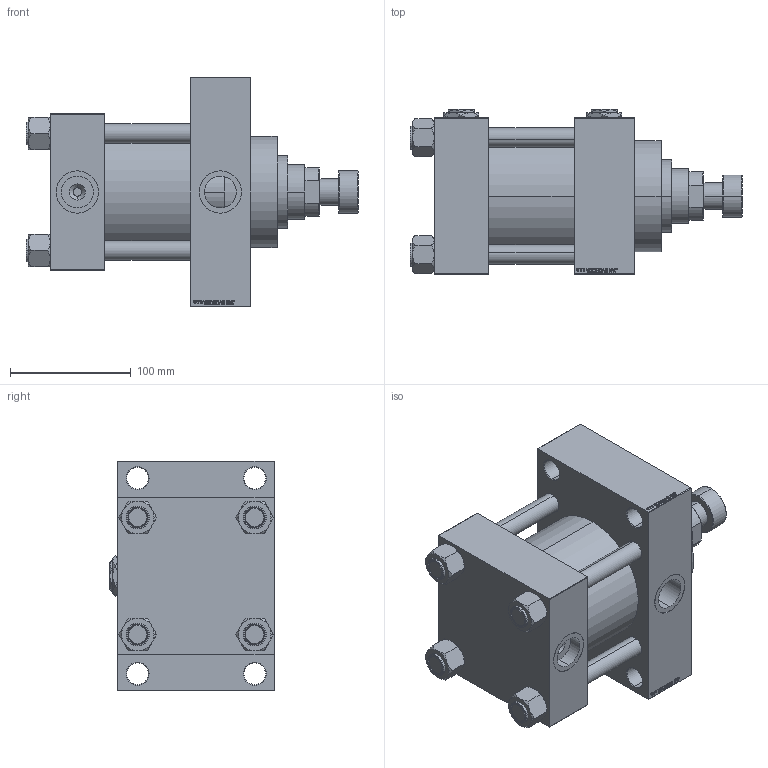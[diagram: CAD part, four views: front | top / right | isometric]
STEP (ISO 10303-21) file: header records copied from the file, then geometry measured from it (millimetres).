
FILE_DESCRIPTION (( 'STEP AP203' ), '1' );
FILE_NAME ('407d.STEP', '2023-10-25T13:17:44', ( '' ), ( '' ), 'SwSTEP 2.0', 'SolidWorks 2019', '' );
FILE_SCHEMA (( 'CONFIG_CONTROL_DESIGN' ));
Length unit declared in the file: millimetre
Products named in the file (8): NUT_M5_D c45fcd9e3c524ab9170bde727c14b88a; Zatka_pro_OIL_PORT c45fcd9e3c524ab9170bde727c14b88a; 407d; V215CR_D_TYCINKA c45fcd9e3c524ab9170bde727c14b88a; V215CR_D_Body c45fcd9e3c524ab9170bde727c14b88a; V215_VC_A c45fcd9e3c524ab9170bde727c14b88a; V215CR_ROD_END_W c45fcd9e3c524ab9170bde727c14b88a; V215CR_VCP_D c45fcd9e3c524ab9170bde727c14b88a
Assembly tree (14 placements, depth 2):
  407d
    V215CR_D_Body c45fcd9e3c524ab9170bde727c14b88a
    V215CR_VCP_D c45fcd9e3c524ab9170bde727c14b88a
    NUT_M5_D c45fcd9e3c524ab9170bde727c14b88a  x4
    V215CR_D_TYCINKA c45fcd9e3c524ab9170bde727c14b88a  x4
    V215_VC_A c45fcd9e3c524ab9170bde727c14b88a
    V215CR_ROD_END_W c45fcd9e3c524ab9170bde727c14b88a
    Zatka_pro_OIL_PORT c45fcd9e3c524ab9170bde727c14b88a  x2
Bounding box: 275 x 137 x 190 mm (x, y, z)
Volume: 2614207.5 mm3; surface area: 365096.9 mm2
Topology: 14 solids, 14 shells, 1267 faces, 3162 edges, 2041 vertices
Faces by surface type: plane 597, bspline 368, cone 186, cylinder 104, torus 12
Entity records: 50256 total; most frequent: CARTESIAN_POINT 25916, ORIENTED_EDGE 5396, DIRECTION 3610, EDGE_CURVE 2698, VERTEX_POINT 1761, VECTOR 1576, LINE 1576, EDGE_LOOP 1209
